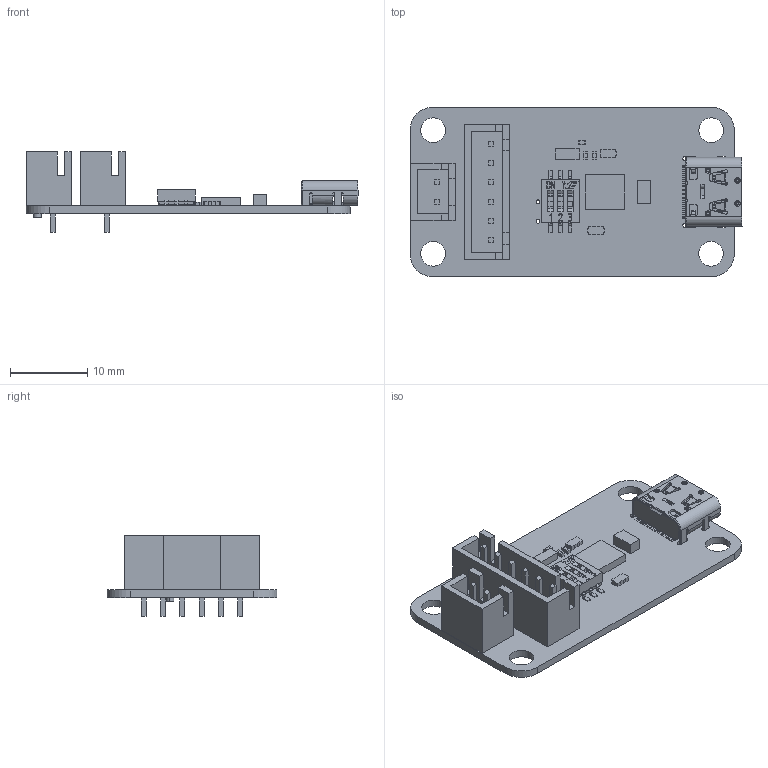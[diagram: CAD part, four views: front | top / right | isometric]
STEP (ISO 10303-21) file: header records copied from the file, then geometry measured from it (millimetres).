
FILE_DESCRIPTION(('Open CASCADE Model'),'2;1');
FILE_NAME('Open CASCADE Shape Model','2021-06-03T03:25:37',('Author'),( 'Open CASCADE'),'Open CASCADE STEP processor 6.8','Open CASCADE 6.8' ,'Unknown');
FILE_SCHEMA(('AUTOMOTIVE_DESIGN { 1 0 10303 214 1 1 1 1 }'));
Length unit declared in the file: millimetre
Products named in the file (35): PCB; Board; Open CASCADE STEP translator 6.8 3.1.1; RA2; 6462291408; Extruded; RA1; D1; 6461910096; U2; 6461549248; C3; GRM155; Open CASCADE STEP translator 6.8 3.6.1.1; Open CASCADE STEP translator 6.8 3.6.1.2; C2; CN2; B2B-XH-AM; CN3; B6B-XH-A; U1; 6461155792; P1; 416131160803_Download_STP_416131160803_rev1; base; pins; cap; clip; C1; CN1; USB-C
Assembly tree (43 placements, depth 4):
  PCB
    Board
      Open CASCADE STEP translator 6.8 3.1.1
    RA2
      6462291408
        Extruded
    RA1
      6462291408
        Extruded
    D1
      6461910096
        Extruded
    U2
      6461549248
        Extruded
    C3
      GRM155
        Open CASCADE STEP translator 6.8 3.6.1.1
        Open CASCADE STEP translator 6.8 3.6.1.2
    C2
      GRM155
        Open CASCADE STEP translator 6.8 3.6.1.1
        Open CASCADE STEP translator 6.8 3.6.1.2
    CN2
      B2B-XH-AM
    CN3
      B6B-XH-A
    U1
      6461155792
        Extruded
    P1
      416131160803_Download_STP_416131160803_rev1
        base
        pins  x3
        pins  x3
        cap
        clip  x3
    C1
      GRM155
        Open CASCADE STEP translator 6.8 3.6.1.1
        Open CASCADE STEP translator 6.8 3.6.1.2
    CN1
      USB-C
Bounding box: 42.99 x 22 x 10.4 mm (x, y, z)
Volume: 1648.3 mm3; surface area: 3995.5 mm2
Topology: 29 solids, 36 shells, 1924 faces, 5291 edges, 3468 vertices
Faces by surface type: plane 1430, cylinder 321, bspline 76, torus 54, cone 25, extrusion 10, sphere 8
Full cylindrical faces by diameter (mm): 0.5 x3, 0.6 x2, 1 x8, 1.1 x2, 3.2 x4
Entity records: 61430 total; most frequent: CARTESIAN_POINT 13232, ORIENTED_EDGE 9784, DIRECTION 8844, EDGE_CURVE 4892, VECTOR 3802, LINE 3792, VERTEX_POINT 3205, AXIS2_PLACEMENT_3D 2521
